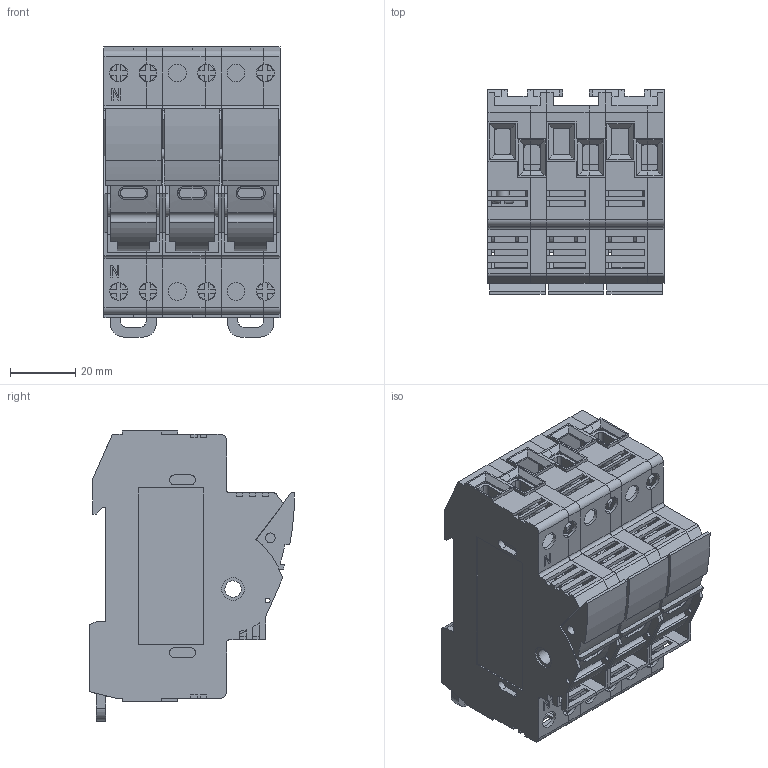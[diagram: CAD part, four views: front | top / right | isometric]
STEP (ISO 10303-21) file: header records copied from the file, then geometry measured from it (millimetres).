
FILE_DESCRIPTION((''),'2;1');
FILE_NAME('31274000.stp','2014-03-31T11:27:00',('AloisWeiner'),(''),'Autodesk Inventor 2013','Autodesk Inventor 2013','');
FILE_SCHEMA(('AUTOMOTIVE_DESIGN { 1 0 10303 214 1 1 1 1 }'));
Length unit declared in the file: millimetre
Products named in the file (8): 31274000; 79630000L; 79630000R; 79632000; 30324000; 79630000LOB; 79612000; 77202100
Assembly tree (20 placements, depth 2):
  31274000
    79630000L
    79630000R  x3
    79632000  x3
    30324000  x8
    79630000LOB  x2
    79612000  x2
    77202100
Bounding box: 54 x 62.82 x 89 mm (x, y, z)
Volume: 96202.6 mm3; surface area: 95615.2 mm2
Topology: 20 solids, 20 shells, 1466 faces, 4242 edges, 2796 vertices
Faces by surface type: plane 1205, cylinder 245, torus 16
Full cylindrical faces by diameter (mm): 1.5 x6, 3 x4, 4 x11, 5 x3, 5.5 x6, 7 x20, 14 x3, 16 x3
Entity records: 21033 total; most frequent: CARTESIAN_POINT 3862, ORIENTED_EDGE 3634, DIRECTION 3297, EDGE_CURVE 1817, VECTOR 1609, LINE 1609, VERTEX_POINT 1203, AXIS2_PLACEMENT_3D 844
